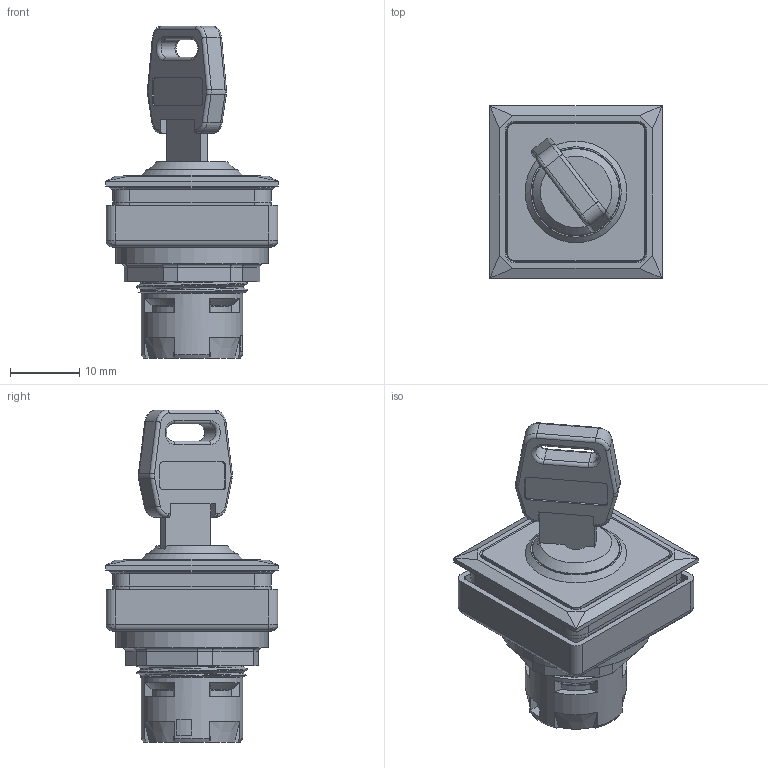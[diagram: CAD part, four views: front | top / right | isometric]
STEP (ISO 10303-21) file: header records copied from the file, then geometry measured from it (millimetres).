
FILE_DESCRIPTION(/* description */ (''),/* implementation_level */ '2;1');
FILE_NAME(/* name */ 'OKJSSA18_ipt.stp',/* time_stamp */ '2015-08-06T15:43:49+02:00',/* author */ ('thagel'),/* organization */ (''),/* preprocessor_version */ 'ST-DEVELOPER v15.2',/* originating_system */ 'Autodesk Inventor 2014',/* authorisation */ '');
FILE_SCHEMA (('AUTOMOTIVE_DESIGN { 1 0 10303 214 3 1 1 }'));
Length unit declared in the file: centimetre
Products named in the file (1): 3D-Zeichnungen vereinfacht für Kunden
Bounding box: 24.9 x 24.9 x 47.89 mm (x, y, z)
Volume: 9452.8 mm3; surface area: 7488.4 mm2
Topology: 1 solids, 2 shells, 384 faces, 944 edges, 580 vertices
Faces by surface type: plane 204, cylinder 111, cone 28, torus 26, bspline 13, sphere 2
Full cylindrical faces by diameter (mm): 11.9 x1, 12.03 x2, 12.05 x1, 12.65 x1, 14.65 x1, 16.25 x1, 16.5 x1, 19.5 x1, 22 x1
Entity records: 13354 total; most frequent: CARTESIAN_POINT 4361, DIRECTION 1889, ORIENTED_EDGE 1840, EDGE_CURVE 920, AXIS2_PLACEMENT_3D 660, VERTEX_POINT 575, LINE 569, VECTOR 569
